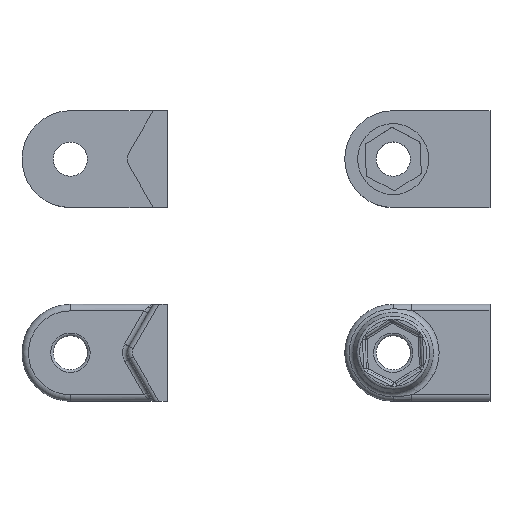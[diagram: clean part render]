
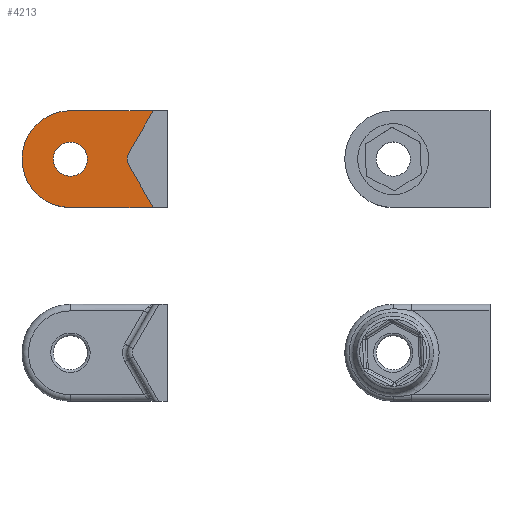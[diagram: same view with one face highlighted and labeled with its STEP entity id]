
A CAD part, top view. The second image highlights one B-rep face of the part: STEP entity #4213.
In plain terms, the highlighted planar face has unit normal (0, 0, 1).
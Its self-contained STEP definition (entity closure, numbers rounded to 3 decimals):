
#36=FACE_BOUND('',#1333,.T.);
#184=PLANE('',#4672);
#373=LINE('',#7883,#659);
#388=LINE('',#7927,#674);
#408=LINE('',#7974,#694);
#409=LINE('',#7975,#695);
#659=VECTOR('',#5676,10.);
#674=VECTOR('',#5715,10.);
#694=VECTOR('',#5759,10.);
#695=VECTOR('',#5760,10.);
#1057=FACE_OUTER_BOUND('',#1332,.T.);
#1332=EDGE_LOOP('',(#3580,#3581,#3582,#3583,#3584,#3585));
#1333=EDGE_LOOP('',(#3586));
#1647=CIRCLE('',#4652,2.);
#1653=CIRCLE('',#4667,2.65);
#1656=CIRCLE('',#4671,7.5);
#1965=VERTEX_POINT('',#7881);
#1966=VERTEX_POINT('',#7882);
#1977=VERTEX_POINT('',#7908);
#1983=VERTEX_POINT('',#7926);
#1993=VERTEX_POINT('',#7959);
#1997=VERTEX_POINT('',#7968);
#1998=VERTEX_POINT('',#7970);
#2500=EDGE_CURVE('',#1965,#1966,#373,.T.);
#2512=EDGE_CURVE('',#1966,#1977,#1647,.T.);
#2521=EDGE_CURVE('',#1977,#1983,#388,.T.);
#2538=EDGE_CURVE('',#1993,#1993,#1653,.T.);
#2543=EDGE_CURVE('',#1997,#1998,#1656,.T.);
#2545=EDGE_CURVE('',#1983,#1997,#408,.T.);
#2546=EDGE_CURVE('',#1998,#1965,#409,.T.);
#3580=ORIENTED_EDGE('',*,*,#2543,.F.);
#3581=ORIENTED_EDGE('',*,*,#2545,.F.);
#3582=ORIENTED_EDGE('',*,*,#2521,.F.);
#3583=ORIENTED_EDGE('',*,*,#2512,.F.);
#3584=ORIENTED_EDGE('',*,*,#2500,.F.);
#3585=ORIENTED_EDGE('',*,*,#2546,.F.);
#3586=ORIENTED_EDGE('',*,*,#2538,.F.);
#4213=ADVANCED_FACE('',(#1057,#36),#184,.F.);
#4652=AXIS2_PLACEMENT_3D('',#7909,#5694,#5695);
#4667=AXIS2_PLACEMENT_3D('',#7960,#5744,#5745);
#4671=AXIS2_PLACEMENT_3D('',#7971,#5754,#5755);
#4672=AXIS2_PLACEMENT_3D('',#7973,#5757,#5758);
#5676=DIRECTION('',(-0.5,-0.866,0.));
#5694=DIRECTION('center_axis',(0.,0.,1.));
#5695=DIRECTION('ref_axis',(-0.866,0.5,0.));
#5715=DIRECTION('',(0.5,-0.866,0.));
#5744=DIRECTION('center_axis',(0.,0.,1.));
#5745=DIRECTION('ref_axis',(1.,0.,0.));
#5754=DIRECTION('center_axis',(0.,0.,-1.));
#5755=DIRECTION('ref_axis',(1.,0.,0.));
#5757=DIRECTION('center_axis',(0.,0.,-1.));
#5758=DIRECTION('ref_axis',(-1.,0.,0.));
#5759=DIRECTION('',(-1.,0.,0.));
#5760=DIRECTION('',(1.,0.,0.));
#7881=CARTESIAN_POINT('',(-12.17,37.5,12.));
#7882=CARTESIAN_POINT('',(-15.923,31.,12.));
#7883=CARTESIAN_POINT('',(-15.399,31.907,12.));
#7908=CARTESIAN_POINT('',(-15.923,29.,12.));
#7909=CARTESIAN_POINT('Origin',(-14.191,30.,12.));
#7926=CARTESIAN_POINT('',(-12.17,22.5,12.));
#7927=CARTESIAN_POINT('',(-13.522,24.843,12.));
#7959=CARTESIAN_POINT('',(-27.65,30.,12.));
#7960=CARTESIAN_POINT('Origin',(-25.,30.,12.));
#7968=CARTESIAN_POINT('',(-25.,22.5,12.));
#7970=CARTESIAN_POINT('',(-25.,37.5,12.));
#7971=CARTESIAN_POINT('Origin',(-25.,30.,12.));
#7973=CARTESIAN_POINT('Origin',(-10.,30.,12.));
#7974=CARTESIAN_POINT('',(-17.5,22.5,12.));
#7975=CARTESIAN_POINT('',(-11.085,37.5,12.));
